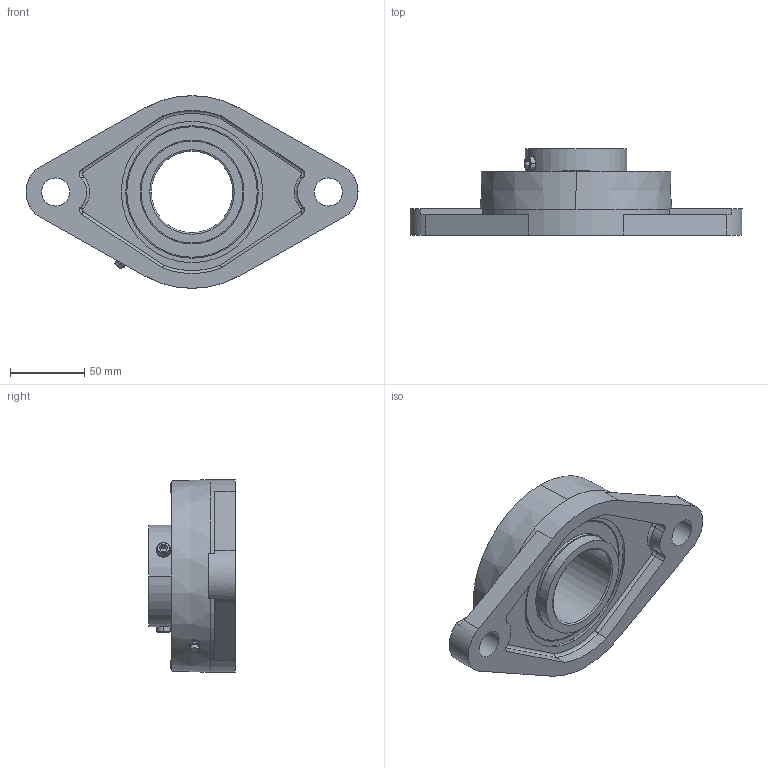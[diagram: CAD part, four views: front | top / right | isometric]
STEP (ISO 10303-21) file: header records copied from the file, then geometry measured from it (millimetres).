
FILE_DESCRIPTION((''),'2;1');
FILE_NAME('UCFL211_ASM','2019-08-27T11:37:37',('giuseppe.caruso'),(''),'CREO PARAMETRIC BY PTC INC, 2016390','CREO PARAMETRIC BY PTC INC, 2016390','');
FILE_SCHEMA(('CONFIG_CONTROL_DESIGN'));
Length unit declared in the file: millimetre
Products named in the file (10): FL211; UC211_AI; UC211_AE; UC211_BALL; UC211_CAGE; UC211_SEAL; UC211_ALETTE; GRANO_M10X1; UC211_ASM; UCFL211_ASM
Assembly tree (21 placements, depth 3):
  UCFL211_ASM
    FL211
    UC211_ASM
      UC211_AI
      UC211_AE
      UC211_BALL  x10
      UC211_CAGE
      UC211_SEAL  x2
      UC211_ALETTE  x2
      GRANO_M10X1  x2
Bounding box: 224 x 58.4 x 130 mm (x, y, z)
Volume: 395729.3 mm3; surface area: 141011.6 mm2
Topology: 20 solids, 22 shells, 508 faces, 1284 edges, 818 vertices
Faces by surface type: plane 274, cylinder 108, sphere 64, cone 38, torus 14, bspline 10
Entity records: 14525 total; most frequent: CARTESIAN_POINT 3222, DIRECTION 2407, ORIENTED_EDGE 2232, EDGE_CURVE 1122, AXIS2_PLACEMENT_3D 887, VERTEX_POINT 734, VECTOR 633, LINE 633
